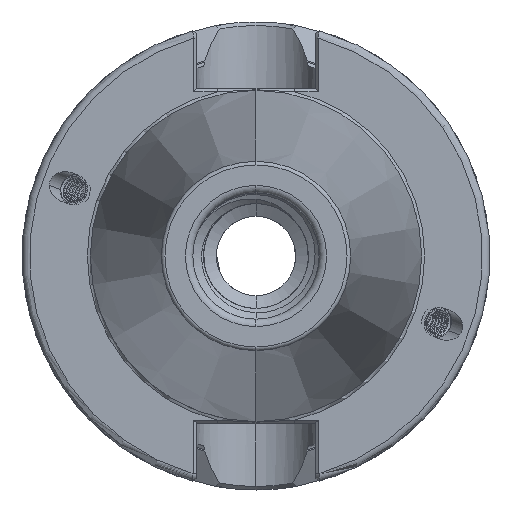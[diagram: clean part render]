
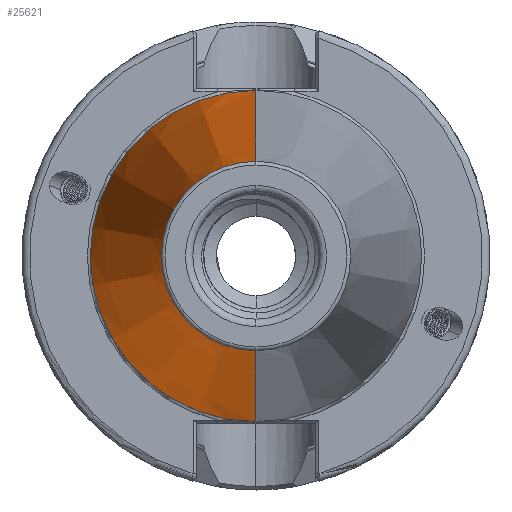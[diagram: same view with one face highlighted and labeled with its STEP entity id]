
A CAD part, left-side view. The second image highlights one B-rep face of the part: STEP entity #25621.
In plain terms, the highlighted conical face has half-angle 8.297 degrees and reference radius 22.298 mm.
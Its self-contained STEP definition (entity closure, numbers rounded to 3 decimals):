
#115 = VERTEX_POINT ( 'NONE', #6606 ) ;
#135 = VERTEX_POINT ( 'NONE', #6656 ) ;
#147 = VERTEX_POINT ( 'NONE', #6689 ) ;
#165 = VERTEX_POINT ( 'NONE', #6645 ) ;
#933 = VECTOR ( 'NONE', #8719, 1000. ) ;
#944 = LINE ( 'NONE', #8711, #933 ) ;
#959 = CIRCLE ( 'NONE', #14296, 12.75 ) ;
#972 = LINE ( 'NONE', #9655, #1063 ) ;
#990 = CIRCLE ( 'NONE', #3602, 22.298 ) ;
#1063 = VECTOR ( 'NONE', #9662, 1000. ) ;
#1397 = ORIENTED_EDGE ( 'NONE', *, *, #4864, .T. ) ;
#1417 = ORIENTED_EDGE ( 'NONE', *, *, #4896, .T. ) ;
#3602 = AXIS2_PLACEMENT_3D ( 'NONE', #8998, #8974, #8976 ) ;
#4864 = EDGE_CURVE ( 'NONE', #115, #135, #944, .T. ) ;
#4876 = EDGE_CURVE ( 'NONE', #147, #135, #990, .T. ) ;
#4896 = EDGE_CURVE ( 'NONE', #165, #115, #959, .T. ) ;
#4920 = EDGE_CURVE ( 'NONE', #165, #147, #972, .T. ) ;
#6606 = CARTESIAN_POINT ( 'NONE',  ( -66.972, 0., 12.75 ) ) ;
#6645 = CARTESIAN_POINT ( 'NONE',  ( -66.972, 0., -12.75 ) ) ;
#6656 = CARTESIAN_POINT ( 'NONE',  ( -1.5, 0., 22.298 ) ) ;
#6689 = CARTESIAN_POINT ( 'NONE',  ( -1.5, 0., -22.298 ) ) ;
#7130 = EDGE_LOOP ( 'NONE', ( #1417, #1397, #21524, #21528 ) ) ;
#8711 = CARTESIAN_POINT ( 'NONE',  ( -1.5, 0., 22.298 ) ) ;
#8719 = DIRECTION ( 'NONE',  ( 0.99, 0., 0.144 ) ) ;
#8974 = DIRECTION ( 'NONE',  ( 1., 0., 0. ) ) ;
#8976 = DIRECTION ( 'NONE',  ( 0., 0., -1. ) ) ;
#8998 = CARTESIAN_POINT ( 'NONE',  ( -1.5, 0., 0. ) ) ;
#9305 = CARTESIAN_POINT ( 'NONE',  ( -66.972, 0., 0. ) ) ;
#9319 = DIRECTION ( 'NONE',  ( 1., 0., 0. ) ) ;
#9349 = DIRECTION ( 'NONE',  ( 0., 0., -1. ) ) ;
#9655 = CARTESIAN_POINT ( 'NONE',  ( -1.5, 0., -22.298 ) ) ;
#9662 = DIRECTION ( 'NONE',  ( 0.99, 0., -0.144 ) ) ;
#12584 = AXIS2_PLACEMENT_3D ( 'NONE', #17734, #17713, #17743 ) ;
#14296 = AXIS2_PLACEMENT_3D ( 'NONE', #9305, #9319, #9349 ) ;
#16730 = FACE_OUTER_BOUND ( 'NONE', #7130, .T. ) ;
#16744 = CONICAL_SURFACE ( 'NONE', #12584, 22.298, 0.145 ) ;
#17713 = DIRECTION ( 'NONE',  ( 1., 0., 0. ) ) ;
#17734 = CARTESIAN_POINT ( 'NONE',  ( -1.5, 0., 0. ) ) ;
#17743 = DIRECTION ( 'NONE',  ( 0., 0., -1. ) ) ;
#21524 = ORIENTED_EDGE ( 'NONE', *, *, #4876, .F. ) ;
#21528 = ORIENTED_EDGE ( 'NONE', *, *, #4920, .F. ) ;
#25621 = ADVANCED_FACE ( 'NONE', ( #16730 ), #16744, .T. ) ;
